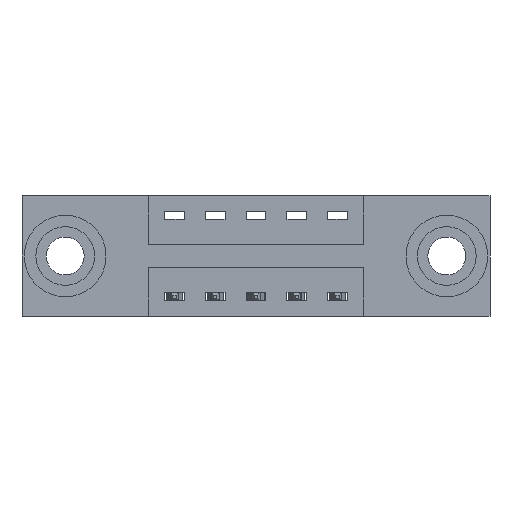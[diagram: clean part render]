
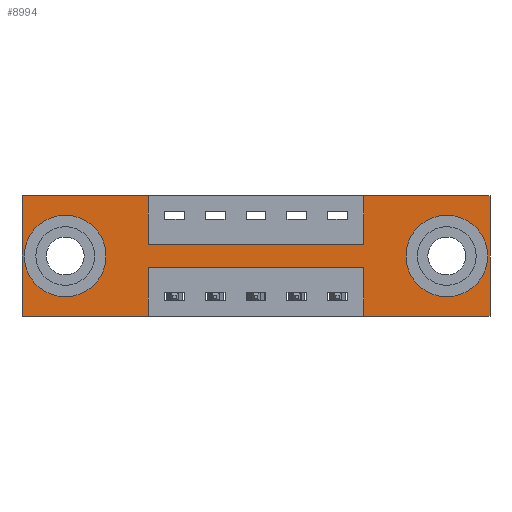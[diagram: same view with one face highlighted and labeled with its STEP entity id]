
A CAD part, front view. The second image highlights one B-rep face of the part: STEP entity #8994.
In plain terms, the highlighted planar face has unit normal (0, -1, 0).
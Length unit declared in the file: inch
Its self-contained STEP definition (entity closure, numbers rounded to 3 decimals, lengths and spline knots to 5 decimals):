
#54 = VERTEX_POINT ( 'NONE', #8723 ) ;
#125 = DIRECTION ( 'NONE',  ( 0., 1., 0. ) ) ;
#133 = DIRECTION ( 'NONE',  ( 1., 0., 0. ) ) ;
#159 = DIRECTION ( 'NONE',  ( 1., 0., 0. ) ) ;
#260 = VERTEX_POINT ( 'NONE', #7159 ) ;
#452 = EDGE_LOOP ( 'NONE', ( #7391, #2791 ) ) ;
#510 = CIRCLE ( 'NONE', #1685, 0.078 ) ;
#545 = ORIENTED_EDGE ( 'NONE', *, *, #639, .F. ) ;
#639 = EDGE_CURVE ( 'NONE', #54, #8815, #1013, .T. ) ;
#650 = ORIENTED_EDGE ( 'NONE', *, *, #4413, .T. ) ;
#672 = VERTEX_POINT ( 'NONE', #4929 ) ;
#718 = VERTEX_POINT ( 'NONE', #9106 ) ;
#804 = VERTEX_POINT ( 'NONE', #2828 ) ;
#836 = EDGE_CURVE ( 'NONE', #4538, #6476, #2728, .T. ) ;
#1013 = LINE ( 'NONE', #4657, #3700 ) ;
#1103 = EDGE_CURVE ( 'NONE', #4269, #54, #8953, .T. ) ;
#1177 = VECTOR ( 'NONE', #6833, 39.37008 ) ;
#1181 = CARTESIAN_POINT ( 'NONE',  ( 0.1325, 0., -0.185 ) ) ;
#1191 = EDGE_CURVE ( 'NONE', #8815, #5910, #5299, .T. ) ;
#1207 = PLANE ( 'NONE',  #3208 ) ;
#1374 = DIRECTION ( 'NONE',  ( 0., 0., 1. ) ) ;
#1398 = ORIENTED_EDGE ( 'NONE', *, *, #3549, .F. ) ;
#1665 = AXIS2_PLACEMENT_3D ( 'NONE', #2546, #7538, #9007 ) ;
#1685 = AXIS2_PLACEMENT_3D ( 'NONE', #8846, #5343, #4634 ) ;
#1713 = ORIENTED_EDGE ( 'NONE', *, *, #5822, .F. ) ;
#1762 = CARTESIAN_POINT ( 'NONE',  ( 1.0475, 0., -0.37 ) ) ;
#1799 = ORIENTED_EDGE ( 'NONE', *, *, #836, .F. ) ;
#1954 = CARTESIAN_POINT ( 'NONE',  ( 0.3875, 0., 0. ) ) ;
#2023 = LINE ( 'NONE', #2162, #8961 ) ;
#2051 = ORIENTED_EDGE ( 'NONE', *, *, #7621, .F. ) ;
#2110 = CARTESIAN_POINT ( 'NONE',  ( 0., 0., 0. ) ) ;
#2162 = CARTESIAN_POINT ( 'NONE',  ( 0., 0., -0.37 ) ) ;
#2207 = DIRECTION ( 'NONE',  ( -1., 0., 0. ) ) ;
#2288 = CARTESIAN_POINT ( 'NONE',  ( 1.435, 0., -0.37 ) ) ;
#2328 = ORIENTED_EDGE ( 'NONE', *, *, #1191, .F. ) ;
#2394 = VECTOR ( 'NONE', #1374, 39.37008 ) ;
#2427 = LINE ( 'NONE', #3059, #6885 ) ;
#2454 = ORIENTED_EDGE ( 'NONE', *, *, #2683, .F. ) ;
#2527 = VECTOR ( 'NONE', #3872, 39.37008 ) ;
#2546 = CARTESIAN_POINT ( 'NONE',  ( 1.3025, 0., -0.185 ) ) ;
#2551 = EDGE_CURVE ( 'NONE', #260, #3870, #6484, .T. ) ;
#2683 = EDGE_CURVE ( 'NONE', #6476, #260, #5225, .T. ) ;
#2728 = LINE ( 'NONE', #5591, #3994 ) ;
#2791 = ORIENTED_EDGE ( 'NONE', *, *, #8631, .T. ) ;
#2828 = CARTESIAN_POINT ( 'NONE',  ( 0.1325, 0., -0.107 ) ) ;
#2945 = CARTESIAN_POINT ( 'NONE',  ( 0.3875, 0., -0.15 ) ) ;
#2991 = EDGE_CURVE ( 'NONE', #5866, #804, #3786, .T. ) ;
#3059 = CARTESIAN_POINT ( 'NONE',  ( 0.3875, 0., -0.37 ) ) ;
#3086 = VERTEX_POINT ( 'NONE', #8627 ) ;
#3208 = AXIS2_PLACEMENT_3D ( 'NONE', #8832, #7409, #4055 ) ;
#3396 = DIRECTION ( 'NONE',  ( 0., 0., 1. ) ) ;
#3464 = EDGE_CURVE ( 'NONE', #5910, #6912, #6771, .T. ) ;
#3549 = EDGE_CURVE ( 'NONE', #6912, #718, #6022, .T. ) ;
#3700 = VECTOR ( 'NONE', #7490, 39.37008 ) ;
#3786 = CIRCLE ( 'NONE', #8230, 0.078 ) ;
#3870 = VERTEX_POINT ( 'NONE', #7444 ) ;
#3872 = DIRECTION ( 'NONE',  ( 0., 0., -1. ) ) ;
#3959 = ORIENTED_EDGE ( 'NONE', *, *, #1103, .F. ) ;
#3976 = VERTEX_POINT ( 'NONE', #8272 ) ;
#3994 = VECTOR ( 'NONE', #159, 39.37008 ) ;
#4055 = DIRECTION ( 'NONE',  ( 0., 0., -1. ) ) ;
#4060 = VECTOR ( 'NONE', #7576, 39.37008 ) ;
#4269 = VERTEX_POINT ( 'NONE', #8166 ) ;
#4325 = CARTESIAN_POINT ( 'NONE',  ( 0.1325, 0., -0.185 ) ) ;
#4391 = CARTESIAN_POINT ( 'NONE',  ( 0.3875, 0., -0.37 ) ) ;
#4402 = CARTESIAN_POINT ( 'NONE',  ( 0.1325, 0., -0.263 ) ) ;
#4413 = EDGE_CURVE ( 'NONE', #804, #5866, #8259, .T. ) ;
#4538 = VERTEX_POINT ( 'NONE', #5629 ) ;
#4634 = DIRECTION ( 'NONE',  ( 0., 0., -1. ) ) ;
#4652 = ORIENTED_EDGE ( 'NONE', *, *, #8282, .F. ) ;
#4657 = CARTESIAN_POINT ( 'NONE',  ( 1.435, 0., 0. ) ) ;
#4929 = CARTESIAN_POINT ( 'NONE',  ( 1.3025, 0., -0.107 ) ) ;
#4940 = ORIENTED_EDGE ( 'NONE', *, *, #2551, .F. ) ;
#5225 = LINE ( 'NONE', #6014, #2527 ) ;
#5258 = CIRCLE ( 'NONE', #1665, 0.078 ) ;
#5299 = LINE ( 'NONE', #8117, #1177 ) ;
#5325 = CARTESIAN_POINT ( 'NONE',  ( 0.3875, 0., -0.22 ) ) ;
#5343 = DIRECTION ( 'NONE',  ( 0., 1., 0. ) ) ;
#5551 = CARTESIAN_POINT ( 'NONE',  ( 1.0475, 0., 0. ) ) ;
#5591 = CARTESIAN_POINT ( 'NONE',  ( 0., 0., 0. ) ) ;
#5629 = CARTESIAN_POINT ( 'NONE',  ( 0., 0., 0. ) ) ;
#5743 = AXIS2_PLACEMENT_3D ( 'NONE', #1181, #8218, #3396 ) ;
#5822 = EDGE_CURVE ( 'NONE', #3976, #4538, #7106, .T. ) ;
#5866 = VERTEX_POINT ( 'NONE', #4402 ) ;
#5901 = CARTESIAN_POINT ( 'NONE',  ( 1.0475, 0., -0.37 ) ) ;
#5903 = EDGE_CURVE ( 'NONE', #718, #6211, #2427, .T. ) ;
#5910 = VERTEX_POINT ( 'NONE', #5901 ) ;
#6014 = CARTESIAN_POINT ( 'NONE',  ( 0.3875, 0., 0. ) ) ;
#6022 = LINE ( 'NONE', #5325, #8079 ) ;
#6074 = FACE_BOUND ( 'NONE', #452, .T. ) ;
#6211 = VERTEX_POINT ( 'NONE', #4391 ) ;
#6238 = CARTESIAN_POINT ( 'NONE',  ( 1.0475, 0., -0.22 ) ) ;
#6332 = DIRECTION ( 'NONE',  ( 0., 0., 1. ) ) ;
#6476 = VERTEX_POINT ( 'NONE', #1954 ) ;
#6484 = LINE ( 'NONE', #2945, #8030 ) ;
#6755 = EDGE_LOOP ( 'NONE', ( #650, #7125 ) ) ;
#6771 = LINE ( 'NONE', #1762, #7344 ) ;
#6833 = DIRECTION ( 'NONE',  ( -1., 0., 0. ) ) ;
#6885 = VECTOR ( 'NONE', #8061, 39.37008 ) ;
#6912 = VERTEX_POINT ( 'NONE', #6238 ) ;
#6929 = EDGE_CURVE ( 'NONE', #672, #3086, #5258, .T. ) ;
#7001 = ORIENTED_EDGE ( 'NONE', *, *, #3464, .F. ) ;
#7106 = LINE ( 'NONE', #2110, #2394 ) ;
#7125 = ORIENTED_EDGE ( 'NONE', *, *, #2991, .T. ) ;
#7159 = CARTESIAN_POINT ( 'NONE',  ( 0.3875, 0., -0.15 ) ) ;
#7230 = DIRECTION ( 'NONE',  ( 0., 0., 1. ) ) ;
#7344 = VECTOR ( 'NONE', #7230, 39.37008 ) ;
#7391 = ORIENTED_EDGE ( 'NONE', *, *, #6929, .T. ) ;
#7409 = DIRECTION ( 'NONE',  ( 0., -1., 0. ) ) ;
#7429 = VECTOR ( 'NONE', #7484, 39.37008 ) ;
#7444 = CARTESIAN_POINT ( 'NONE',  ( 1.0475, 0., -0.15 ) ) ;
#7454 = DIRECTION ( 'NONE',  ( -1., 0., 0. ) ) ;
#7484 = DIRECTION ( 'NONE',  ( 1., 0., 0. ) ) ;
#7490 = DIRECTION ( 'NONE',  ( 0., 0., -1. ) ) ;
#7538 = DIRECTION ( 'NONE',  ( 0., 1., 0. ) ) ;
#7576 = DIRECTION ( 'NONE',  ( 0., 0., 1. ) ) ;
#7591 = FACE_OUTER_BOUND ( 'NONE', #8919, .T. ) ;
#7621 = EDGE_CURVE ( 'NONE', #3870, #4269, #8274, .T. ) ;
#8030 = VECTOR ( 'NONE', #133, 39.37008 ) ;
#8061 = DIRECTION ( 'NONE',  ( 0., 0., -1. ) ) ;
#8079 = VECTOR ( 'NONE', #7454, 39.37008 ) ;
#8117 = CARTESIAN_POINT ( 'NONE',  ( 0., 0., -0.37 ) ) ;
#8166 = CARTESIAN_POINT ( 'NONE',  ( 1.0475, 0., 0. ) ) ;
#8178 = CARTESIAN_POINT ( 'NONE',  ( 0., 0., 0. ) ) ;
#8218 = DIRECTION ( 'NONE',  ( 0., 1., 0. ) ) ;
#8230 = AXIS2_PLACEMENT_3D ( 'NONE', #4325, #125, #6332 ) ;
#8259 = CIRCLE ( 'NONE', #5743, 0.078 ) ;
#8272 = CARTESIAN_POINT ( 'NONE',  ( 0., 0., -0.37 ) ) ;
#8274 = LINE ( 'NONE', #5551, #4060 ) ;
#8282 = EDGE_CURVE ( 'NONE', #6211, #3976, #2023, .T. ) ;
#8368 = ORIENTED_EDGE ( 'NONE', *, *, #5903, .F. ) ;
#8627 = CARTESIAN_POINT ( 'NONE',  ( 1.3025, 0., -0.263 ) ) ;
#8631 = EDGE_CURVE ( 'NONE', #3086, #672, #510, .T. ) ;
#8723 = CARTESIAN_POINT ( 'NONE',  ( 1.435, 0., 0. ) ) ;
#8815 = VERTEX_POINT ( 'NONE', #2288 ) ;
#8832 = CARTESIAN_POINT ( 'NONE',  ( 0., 0., -0.37 ) ) ;
#8846 = CARTESIAN_POINT ( 'NONE',  ( 1.3025, 0., -0.185 ) ) ;
#8877 = FACE_BOUND ( 'NONE', #6755, .T. ) ;
#8919 = EDGE_LOOP ( 'NONE', ( #8368, #1398, #7001, #2328, #545, #3959, #2051, #4940, #2454, #1799, #1713, #4652 ) ) ;
#8953 = LINE ( 'NONE', #8178, #7429 ) ;
#8961 = VECTOR ( 'NONE', #2207, 39.37008 ) ;
#8994 = ADVANCED_FACE ( 'NONE', ( #6074, #8877, #7591 ), #1207, .T. ) ;
#9007 = DIRECTION ( 'NONE',  ( 0., 0., -1. ) ) ;
#9106 = CARTESIAN_POINT ( 'NONE',  ( 0.3875, 0., -0.22 ) ) ;
